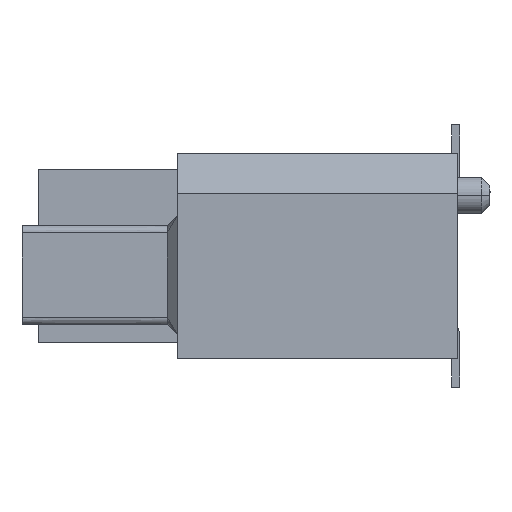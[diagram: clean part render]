
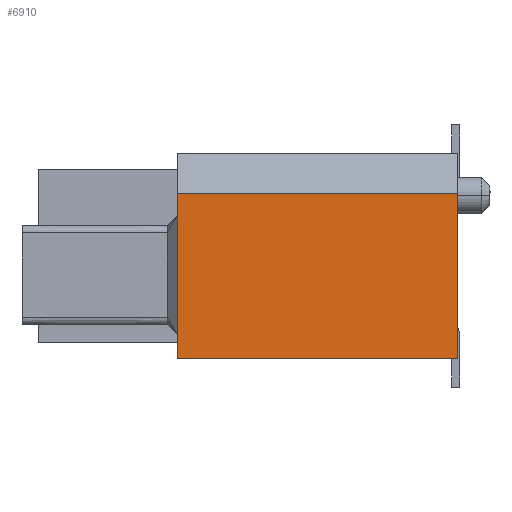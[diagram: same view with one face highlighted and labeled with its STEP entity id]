
A CAD part, left-side view. The second image highlights one B-rep face of the part: STEP entity #6910.
In plain terms, the highlighted planar face has unit normal (-1, 0, 0).
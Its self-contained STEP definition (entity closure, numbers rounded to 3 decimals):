
#6520=CARTESIAN_POINT('',(0.,2.45,-1.775));
#6530=DIRECTION('',(-1.,0.,0.));
#6540=DIRECTION('',(0.,0.,1.));
#6550=AXIS2_PLACEMENT_3D('',#6520,#6530,#6540);
#6560=PLANE('',#6550);
#6570=CARTESIAN_POINT('',(0.,-2.05,1.55));
#6580=DIRECTION('',(0.,1.,0.));
#6590=VECTOR('',#6580,1.);
#6600=LINE('',#6570,#6590);
#6610=CARTESIAN_POINT('',(0.,-2.05,1.55));
#6620=VERTEX_POINT('',#6610);
#6630=CARTESIAN_POINT('',(0.,4.9,1.55));
#6640=VERTEX_POINT('',#6630);
#6650=EDGE_CURVE('',#6620,#6640,#6600,.T.);
#6660=ORIENTED_EDGE('',*,*,#6650,.T.);
#6670=CARTESIAN_POINT('',(0.,-2.05,0.));
#6680=DIRECTION('',(0.,0.,-1.));
#6690=VECTOR('',#6680,1.);
#6700=LINE('',#6670,#6690);
#6710=CARTESIAN_POINT('',(0.,-2.05,-2.55));
#6720=VERTEX_POINT('',#6710);
#6730=EDGE_CURVE('',#6620,#6720,#6700,.T.);
#6740=ORIENTED_EDGE('',*,*,#6730,.F.);
#6750=CARTESIAN_POINT('',(0.,0.,-2.55));
#6760=DIRECTION('',(0.,1.,0.));
#6770=VECTOR('',#6760,1.);
#6780=LINE('',#6750,#6770);
#6790=CARTESIAN_POINT('',(0.,4.9,-2.55));
#6800=VERTEX_POINT('',#6790);
#6810=EDGE_CURVE('',#6720,#6800,#6780,.T.);
#6820=ORIENTED_EDGE('',*,*,#6810,.F.);
#6830=CARTESIAN_POINT('',(0.,4.9,0.));
#6840=DIRECTION('',(0.,0.,-1.));
#6850=VECTOR('',#6840,1.);
#6860=LINE('',#6830,#6850);
#6870=EDGE_CURVE('',#6640,#6800,#6860,.T.);
#6880=ORIENTED_EDGE('',*,*,#6870,.T.);
#6890=EDGE_LOOP('',(#6880,#6820,#6740,#6660));
#6900=FACE_OUTER_BOUND('',#6890,.T.);
#6910=ADVANCED_FACE('',(#6900),#6560,.T.);
